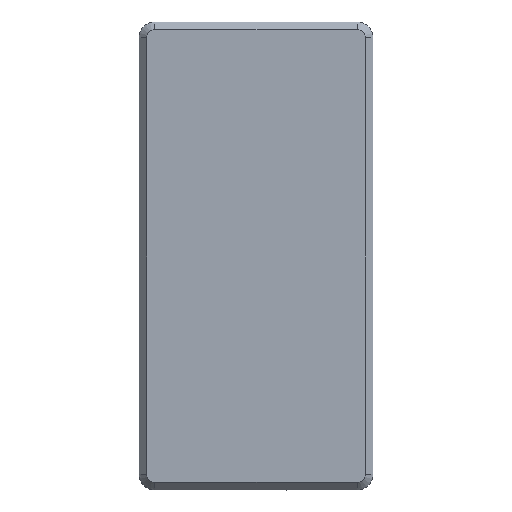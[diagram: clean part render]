
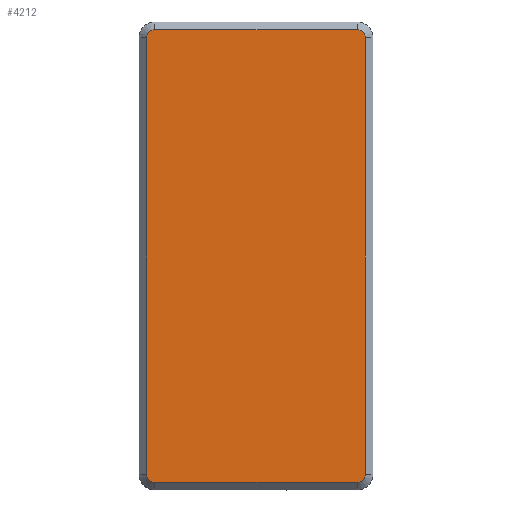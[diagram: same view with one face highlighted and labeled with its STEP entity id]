
A CAD part, front view. The second image highlights one B-rep face of the part: STEP entity #4212.
In plain terms, the highlighted planar face has unit normal (0, -1, 0).
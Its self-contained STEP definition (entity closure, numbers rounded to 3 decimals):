
#88=CIRCLE('',#4468,1.);
#90=CIRCLE('',#4472,1.);
#92=CIRCLE('',#4476,1.);
#94=CIRCLE('',#4480,1.);
#386=FACE_OUTER_BOUND('',#643,.T.);
#643=EDGE_LOOP('',(#3575,#3576,#3577,#3578,#3579,#3580,#3581,#3582));
#1113=LINE('',#7097,#1594);
#1116=LINE('',#7107,#1597);
#1120=LINE('',#7118,#1601);
#1123=LINE('',#7127,#1604);
#1594=VECTOR('',#5345,10.);
#1597=VECTOR('',#5356,10.);
#1601=VECTOR('',#5368,10.);
#1604=VECTOR('',#5379,10.);
#2009=VERTEX_POINT('',#7088);
#2011=VERTEX_POINT('',#7092);
#2012=VERTEX_POINT('',#7096);
#2013=VERTEX_POINT('',#7100);
#2015=VERTEX_POINT('',#7106);
#2017=VERTEX_POINT('',#7112);
#2018=VERTEX_POINT('',#7117);
#2019=VERTEX_POINT('',#7121);
#2554=EDGE_CURVE('',#2011,#2009,#88,.T.);
#2555=EDGE_CURVE('',#2009,#2012,#1113,.T.);
#2559=EDGE_CURVE('',#2012,#2013,#90,.T.);
#2560=EDGE_CURVE('',#2013,#2015,#1116,.T.);
#2565=EDGE_CURVE('',#2015,#2017,#92,.T.);
#2566=EDGE_CURVE('',#2017,#2018,#1120,.T.);
#2570=EDGE_CURVE('',#2018,#2019,#94,.T.);
#2571=EDGE_CURVE('',#2019,#2011,#1123,.T.);
#3575=ORIENTED_EDGE('',*,*,#2554,.F.);
#3576=ORIENTED_EDGE('',*,*,#2571,.F.);
#3577=ORIENTED_EDGE('',*,*,#2570,.F.);
#3578=ORIENTED_EDGE('',*,*,#2566,.F.);
#3579=ORIENTED_EDGE('',*,*,#2565,.F.);
#3580=ORIENTED_EDGE('',*,*,#2560,.F.);
#3581=ORIENTED_EDGE('',*,*,#2559,.F.);
#3582=ORIENTED_EDGE('',*,*,#2555,.F.);
#3973=PLANE('',#4485);
#4212=ADVANCED_FACE('',(#386),#3973,.T.);
#4468=AXIS2_PLACEMENT_3D('',#7094,#5341,#5342);
#4472=AXIS2_PLACEMENT_3D('',#7104,#5352,#5353);
#4476=AXIS2_PLACEMENT_3D('',#7115,#5364,#5365);
#4480=AXIS2_PLACEMENT_3D('',#7125,#5375,#5376);
#4485=AXIS2_PLACEMENT_3D('',#7136,#5391,#5392);
#5341=DIRECTION('center_axis',(0.,1.,0.));
#5342=DIRECTION('ref_axis',(-0.707,0.,-0.707));
#5345=DIRECTION('',(0.,0.,1.));
#5352=DIRECTION('center_axis',(0.,1.,0.));
#5353=DIRECTION('ref_axis',(-0.707,0.,0.707));
#5356=DIRECTION('',(1.,0.,0.));
#5364=DIRECTION('center_axis',(0.,1.,0.));
#5365=DIRECTION('ref_axis',(0.707,0.,0.707));
#5368=DIRECTION('',(0.,0.,-1.));
#5375=DIRECTION('center_axis',(0.,1.,0.));
#5376=DIRECTION('ref_axis',(0.707,0.,-0.707));
#5379=DIRECTION('',(-1.,0.,0.));
#5391=DIRECTION('center_axis',(0.,-1.,0.));
#5392=DIRECTION('ref_axis',(0.,0.,-1.));
#7088=CARTESIAN_POINT('',(-14.,-4.,-28.));
#7092=CARTESIAN_POINT('',(-13.,-4.,-29.));
#7094=CARTESIAN_POINT('Origin',(-13.,-4.,-28.));
#7096=CARTESIAN_POINT('',(-14.,-4.,28.));
#7097=CARTESIAN_POINT('',(-14.,-4.,15.));
#7100=CARTESIAN_POINT('',(-13.,-4.,29.));
#7104=CARTESIAN_POINT('Origin',(-13.,-4.,28.));
#7106=CARTESIAN_POINT('',(13.,-4.,29.));
#7107=CARTESIAN_POINT('',(7.5,-4.,29.));
#7112=CARTESIAN_POINT('',(14.,-4.,28.));
#7115=CARTESIAN_POINT('Origin',(13.,-4.,28.));
#7117=CARTESIAN_POINT('',(14.,-4.,-28.));
#7118=CARTESIAN_POINT('',(14.,-4.,-15.));
#7121=CARTESIAN_POINT('',(13.,-4.,-29.));
#7125=CARTESIAN_POINT('Origin',(13.,-4.,-28.));
#7127=CARTESIAN_POINT('',(-7.5,-4.,-29.));
#7136=CARTESIAN_POINT('Origin',(0.,-4.,0.));
